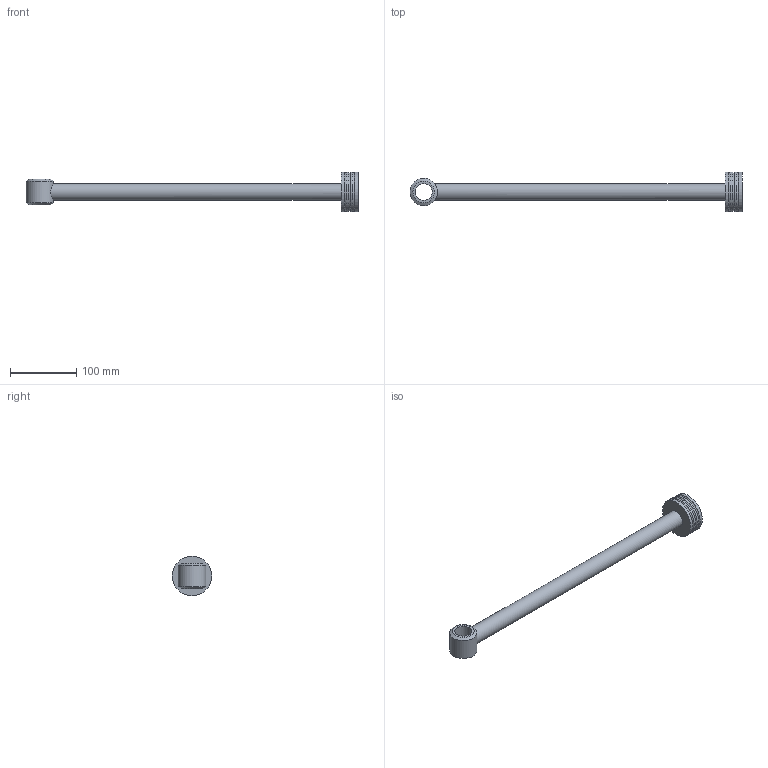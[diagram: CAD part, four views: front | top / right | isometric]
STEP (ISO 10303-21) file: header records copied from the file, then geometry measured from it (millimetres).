
FILE_DESCRIPTION( ( '' ), ' ' );
FILE_NAME( '5daacc4709f642157799d968.step', '2019-10-19T08:41:43', ( '' ), ( '' ), ' ', ' ', ' ' );
FILE_SCHEMA( ( 'AUTOMOTIVE_DESIGN { 1 0 10303 214 1 1 1 1 }' ) );
Length unit declared in the file: metre
Products named in the file (1): Part 21
Bounding box: 499.43 x 59.69 x 59.69 mm (x, y, z)
Volume: 319001.5 mm3; surface area: 54085.8 mm2
Topology: 1 solids, 1 shells, 16 faces, 32 edges, 20 vertices
Faces by surface type: cylinder 7, plane 4, torus 3, cone 2
Full cylindrical faces by diameter (mm): 25.4 x2, 41.275 x1, 59.69 x4
Entity records: 568 total; most frequent: CARTESIAN_POINT 148, DIRECTION 64, AXIS2_PLACEMENT_3D 32, EDGE_LOOP 32, ORIENTED_EDGE 32, FACE_OUTER_BOUND 26, STYLED_ITEM 16, PRESENTATION_STYLE_ASSIGNMENT 16
